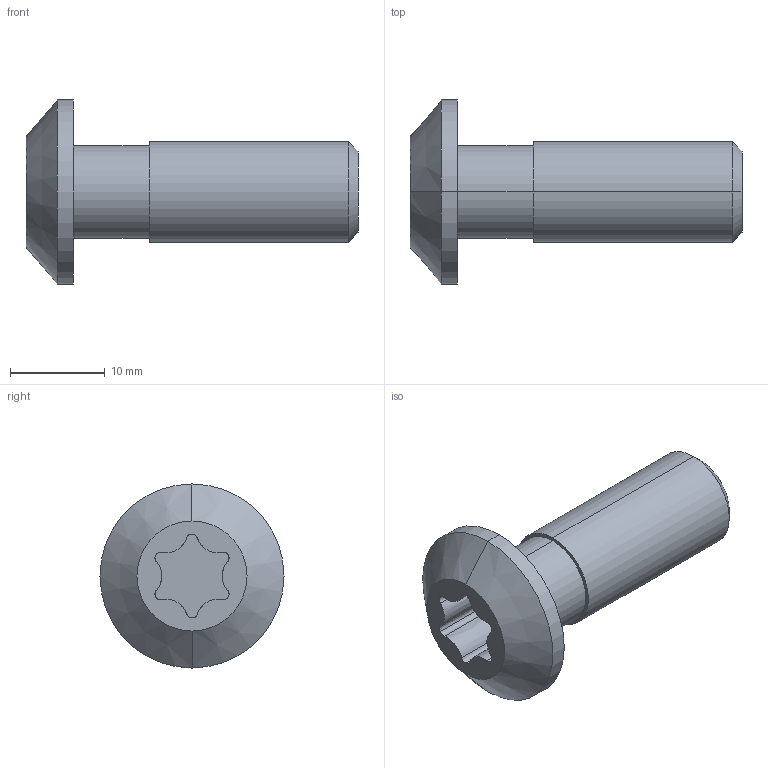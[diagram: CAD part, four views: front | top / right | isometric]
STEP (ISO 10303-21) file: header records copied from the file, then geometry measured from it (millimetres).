
FILE_DESCRIPTION (( 'STEP AP214' ), '1' );
FILE_NAME ('-6121300', '2019-02-04T09:21:34', ( '' ), ('JUGARD+KÜNSTNER GmbH'), 'SwSTEP 2.0', 'SolidWorks 2017', '' );
FILE_SCHEMA (( 'AUTOMOTIVE_DESIGN' ));
Length unit declared in the file: millimetre
Products named in the file (1): -6121300_CNAJF00
Bounding box: 35 x 19.4 x 19.4 mm (x, y, z)
Volume: 3443.4 mm3; surface area: 1888.9 mm2
Topology: 1 solids, 1 shells, 33 faces, 80 edges, 52 vertices
Faces by surface type: bspline 18, cylinder 6, plane 5, cone 4
Entity records: 1856 total; most frequent: CARTESIAN_POINT 1156, ORIENTED_EDGE 160, DIRECTION 92, EDGE_CURVE 80, VERTEX_POINT 52, EDGE_LOOP 36, B_SPLINE_CURVE_WITH_KNOTS 36, ADVANCED_FACE 33
